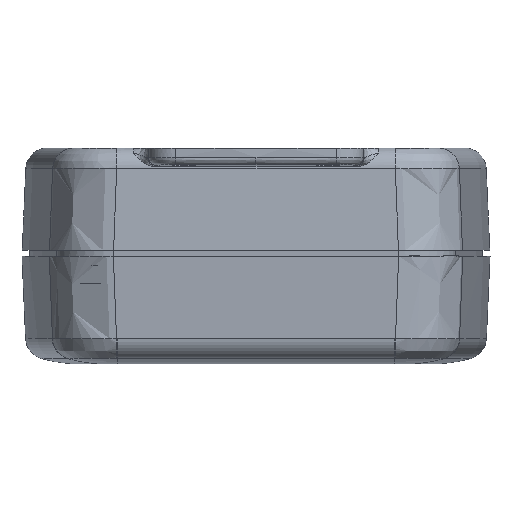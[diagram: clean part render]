
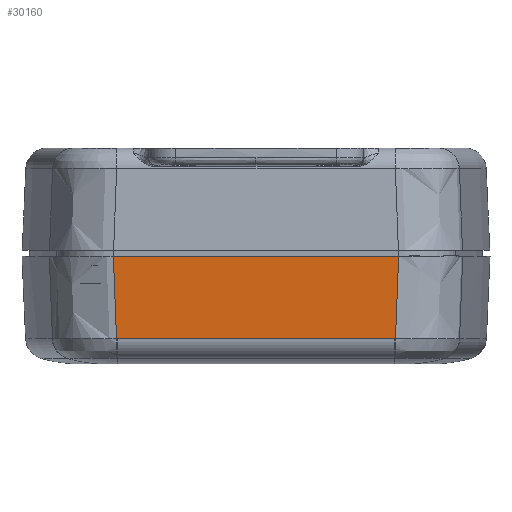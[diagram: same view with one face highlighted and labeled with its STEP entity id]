
A CAD part, left-side view. The second image highlights one B-rep face of the part: STEP entity #30160.
In plain terms, the highlighted face is planar.
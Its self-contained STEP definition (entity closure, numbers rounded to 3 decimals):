
#326 = DIRECTION ( 'NONE',  ( 0., 1., 0. ) ) ;
#635 = EDGE_CURVE ( 'NONE', #28702, #7794, #893, .T. ) ;
#829 = CARTESIAN_POINT ( 'NONE',  ( 59.79, -19.627, -10.19 ) ) ;
#893 = LINE ( 'NONE', #5770, #22007 ) ;
#937 = CARTESIAN_POINT ( 'NONE',  ( 59.685, 19.537, -7.784 ) ) ;
#947 = CARTESIAN_POINT ( 'NONE',  ( 59.685, -19.537, -7.784 ) ) ;
#1090 = CARTESIAN_POINT ( 'NONE',  ( 59.623, -19.483, -6.363 ) ) ;
#1212 = CARTESIAN_POINT ( 'NONE',  ( 59.499, -19.375, -3.52 ) ) ;
#1807 = B_SPLINE_CURVE_WITH_KNOTS ( 'NONE', 3,
 ( #7107, #33844, #13028, #937, #3956, #33976, #13293 ),
 .UNSPECIFIED., .F., .F.,
 ( 4, 3, 4 ),
 ( 0., 0.007, 0.011 ),
 .UNSPECIFIED. ) ;
#2240 = B_SPLINE_CURVE_WITH_KNOTS ( 'NONE', 3,
 ( #1212, #36934, #1090, #947, #829, #18921, #25044 ),
 .UNSPECIFIED., .F., .F.,
 ( 4, 3, 4 ),
 ( 0.004, 0.008, 0.015 ),
 .UNSPECIFIED. ) ;
#3956 = CARTESIAN_POINT ( 'NONE',  ( 59.623, 19.483, -6.363 ) ) ;
#5770 = CARTESIAN_POINT ( 'NONE',  ( 59.499, 27.5, -3.519 ) ) ;
#7107 = CARTESIAN_POINT ( 'NONE',  ( 60., 19.809, -15. ) ) ;
#7577 = VERTEX_POINT ( 'NONE', #24531 ) ;
#7794 = VERTEX_POINT ( 'NONE', #31735 ) ;
#8260 = VERTEX_POINT ( 'NONE', #36881 ) ;
#8342 = CARTESIAN_POINT ( 'NONE',  ( 60., 19.809, -15. ) ) ;
#8696 = EDGE_CURVE ( 'NONE', #7794, #7577, #19632, .T. ) ;
#8873 = LINE ( 'NONE', #36422, #30907 ) ;
#8996 = CARTESIAN_POINT ( 'NONE',  ( 59.499, -19.375, -3.52 ) ) ;
#9624 = CARTESIAN_POINT ( 'NONE',  ( 59.499, 19.375, -3.52 ) ) ;
#10264 = ORIENTED_EDGE ( 'NONE', *, *, #15754, .T. ) ;
#10558 = EDGE_CURVE ( 'NONE', #8260, #34743, #8873, .T. ) ;
#13028 = CARTESIAN_POINT ( 'NONE',  ( 59.79, 19.627, -10.19 ) ) ;
#13293 = CARTESIAN_POINT ( 'NONE',  ( 59.499, 19.375, -3.52 ) ) ;
#13382 = CARTESIAN_POINT ( 'NONE',  ( 59.499, 19.331, -3.519 ) ) ;
#13826 = PLANE ( 'NONE',  #30822 ) ;
#13838 = ORIENTED_EDGE ( 'NONE', *, *, #635, .T. ) ;
#14369 = DIRECTION ( 'NONE',  ( 0.999, 0., 0.044 ) ) ;
#15312 = CARTESIAN_POINT ( 'NONE',  ( 59.499, -19.331, -3.519 ) ) ;
#15754 = EDGE_CURVE ( 'NONE', #7577, #8260, #2240, .T. ) ;
#15991 = CARTESIAN_POINT ( 'NONE',  ( 59.499, 19.242, -3.519 ) ) ;
#18293 = CARTESIAN_POINT ( 'NONE',  ( 59.499, -19.242, -3.519 ) ) ;
#18921 = CARTESIAN_POINT ( 'NONE',  ( 59.895, -19.718, -12.595 ) ) ;
#19111 = CARTESIAN_POINT ( 'NONE',  ( 59.499, 19.375, -3.52 ) ) ;
#19632 = B_SPLINE_CURVE_WITH_KNOTS ( 'NONE', 3,
 ( #18293, #26930, #15312, #8996 ),
 .UNSPECIFIED., .F., .F.,
 ( 4, 4 ),
 ( 0., 0. ),
 .UNSPECIFIED. ) ;
#20249 = EDGE_LOOP ( 'NONE', ( #13838, #35649, #10264, #38918, #37273, #31330 ) ) ;
#22007 = VECTOR ( 'NONE', #23594, 1000. ) ;
#23343 = DIRECTION ( 'NONE',  ( 0.044, 0., -0.999 ) ) ;
#23594 = DIRECTION ( 'NONE',  ( 0., -1., 0. ) ) ;
#24111 = VERTEX_POINT ( 'NONE', #9624 ) ;
#24531 = CARTESIAN_POINT ( 'NONE',  ( 59.499, -19.375, -3.52 ) ) ;
#25044 = CARTESIAN_POINT ( 'NONE',  ( 60., -19.809, -15. ) ) ;
#25239 = CARTESIAN_POINT ( 'NONE',  ( 59.499, 19.287, -3.519 ) ) ;
#26930 = CARTESIAN_POINT ( 'NONE',  ( 59.499, -19.287, -3.519 ) ) ;
#27429 = EDGE_CURVE ( 'NONE', #24111, #28702, #30350, .T. ) ;
#28129 = CARTESIAN_POINT ( 'NONE',  ( 59.499, 19.242, -3.519 ) ) ;
#28572 = FACE_OUTER_BOUND ( 'NONE', #20249, .T. ) ;
#28702 = VERTEX_POINT ( 'NONE', #15991 ) ;
#30160 = ADVANCED_FACE ( 'NONE', ( #28572 ), #13826, .T. ) ;
#30350 = B_SPLINE_CURVE_WITH_KNOTS ( 'NONE', 3,
 ( #19111, #13382, #25239, #28129 ),
 .UNSPECIFIED., .F., .F.,
 ( 4, 4 ),
 ( 0., 0. ),
 .UNSPECIFIED. ) ;
#30822 = AXIS2_PLACEMENT_3D ( 'NONE', #38197, #14369, #23343 ) ;
#30907 = VECTOR ( 'NONE', #326, 1000. ) ;
#31330 = ORIENTED_EDGE ( 'NONE', *, *, #27429, .T. ) ;
#31735 = CARTESIAN_POINT ( 'NONE',  ( 59.499, -19.242, -3.519 ) ) ;
#33844 = CARTESIAN_POINT ( 'NONE',  ( 59.895, 19.718, -12.595 ) ) ;
#33976 = CARTESIAN_POINT ( 'NONE',  ( 59.561, 19.429, -4.941 ) ) ;
#34743 = VERTEX_POINT ( 'NONE', #8342 ) ;
#35475 = EDGE_CURVE ( 'NONE', #34743, #24111, #1807, .T. ) ;
#35649 = ORIENTED_EDGE ( 'NONE', *, *, #8696, .T. ) ;
#36422 = CARTESIAN_POINT ( 'NONE',  ( 60., 27.5, -15. ) ) ;
#36881 = CARTESIAN_POINT ( 'NONE',  ( 60., -19.809, -15. ) ) ;
#36934 = CARTESIAN_POINT ( 'NONE',  ( 59.561, -19.429, -4.941 ) ) ;
#37273 = ORIENTED_EDGE ( 'NONE', *, *, #35475, .T. ) ;
#38197 = CARTESIAN_POINT ( 'NONE',  ( 60., 27.5, -15. ) ) ;
#38918 = ORIENTED_EDGE ( 'NONE', *, *, #10558, .T. ) ;
